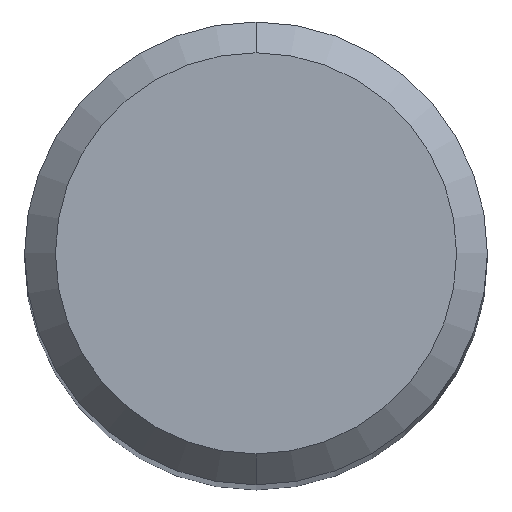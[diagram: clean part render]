
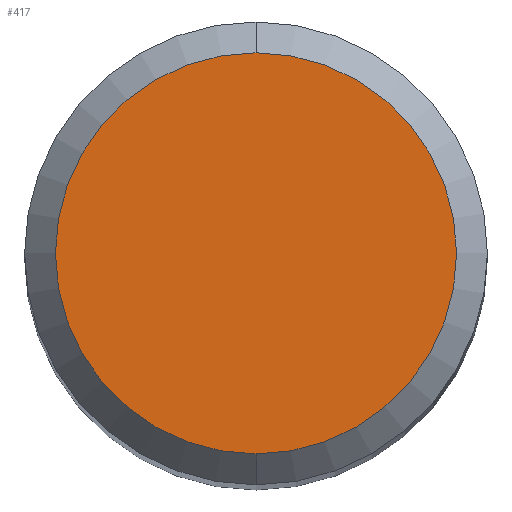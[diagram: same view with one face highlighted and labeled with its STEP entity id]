
A CAD part, top view. The second image highlights one B-rep face of the part: STEP entity #417.
In plain terms, the highlighted planar face has unit normal (0, 0, 1).
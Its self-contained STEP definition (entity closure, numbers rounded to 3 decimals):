
#417=ADVANCED_FACE('',(#997),#998,.T.);
#441=VERTEX_POINT('',#1025);
#653=EDGE_CURVE('',#441,#723,#1258,.T.);
#705=EDGE_CURVE('',#723,#441,#1313,.T.);
#723=VERTEX_POINT('',#1332);
#997=FACE_OUTER_BOUND('',#2301,.T.);
#998=PLANE('',#2302);
#1025=CARTESIAN_POINT('',(0.,-2.6,0.0));
#1258=CIRCLE('',#4148,2.6);
#1313=CIRCLE('',#4301,2.6);
#1332=CARTESIAN_POINT('',(0.0,2.6,0.0));
#2301=EDGE_LOOP('',(#5273,#5274));
#2302=AXIS2_PLACEMENT_3D('',#5275,#5276,#5277);
#4148=AXIS2_PLACEMENT_3D('',#5555,#5556,#5557);
#4301=AXIS2_PLACEMENT_3D('',#5602,#5603,#5604);
#5273=ORIENTED_EDGE('',*,*,#705,.F.);
#5274=ORIENTED_EDGE('',*,*,#653,.F.);
#5275=CARTESIAN_POINT('',(0.0,1.3,0.0));
#5276=DIRECTION('',(-0.0,0.0,1.0));
#5277=DIRECTION('',(0.0,-1.0,0.0));
#5555=CARTESIAN_POINT('',(0.0,0.0,0.0));
#5556=DIRECTION('',(0.0,0.0,-1.0));
#5557=DIRECTION('',(0.0,1.0,0.0));
#5602=CARTESIAN_POINT('',(0.0,0.0,0.0));
#5603=DIRECTION('',(0.0,0.0,-1.0));
#5604=DIRECTION('',(0.0,1.0,0.0));
